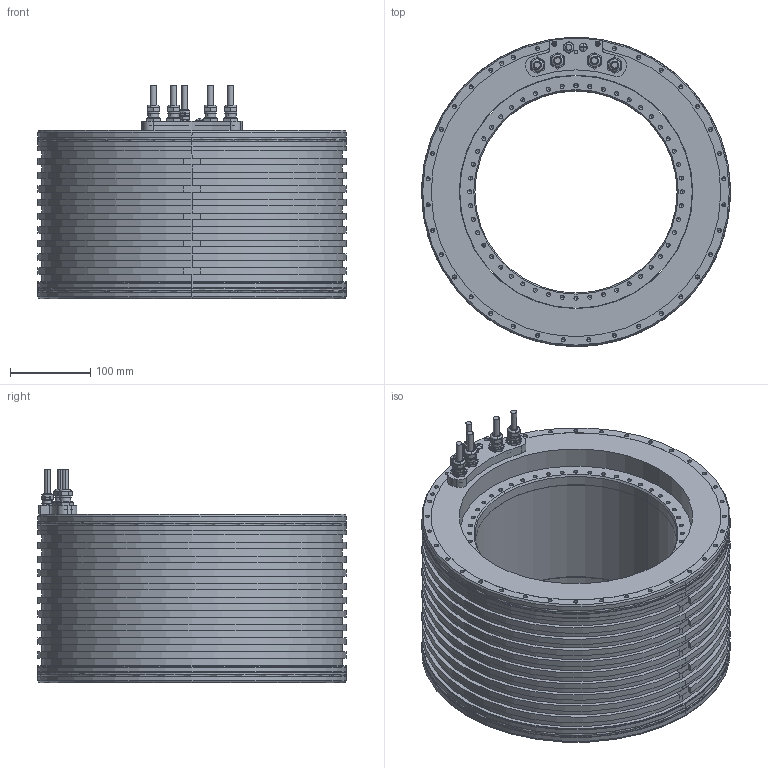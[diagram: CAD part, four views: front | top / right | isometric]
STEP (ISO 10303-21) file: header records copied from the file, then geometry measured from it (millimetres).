
FILE_DESCRIPTION((''),'2;1');
FILE_NAME('1395845-10-D01-02-A-UPDATE','2024-04-10T09:45:34',('ch5533'),(''),'CREO PARAMETRIC BY PTC INC, 2022162','CREO PARAMETRIC BY PTC INC, 2022162','');
FILE_SCHEMA(('AUTOMOTIVE_DESIGN { 1 0 10303 214 1 1 1 1 }'));
Length unit declared in the file: millimetre
Products named in the file (1): 1395845-10-D01-02-A-UPDATE
Bounding box: 385 x 385 x 266.5 mm (x, y, z)
Volume: 12586291 mm3; surface area: 1096964.8 mm2
Topology: 4 solids, 23 shells, 1513 faces, 3617 edges, 2021 vertices
Faces by surface type: cylinder 590, cone 480, plane 373, torus 60, revolution 8, sphere 2
Entity records: 43313 total; most frequent: CARTESIAN_POINT 7943, DIRECTION 7694, ORIENTED_EDGE 6554, EDGE_CURVE 3277, AXIS2_PLACEMENT_3D 3038, VERTEX_POINT 2021, EDGE_LOOP 1764, VECTOR 1610
